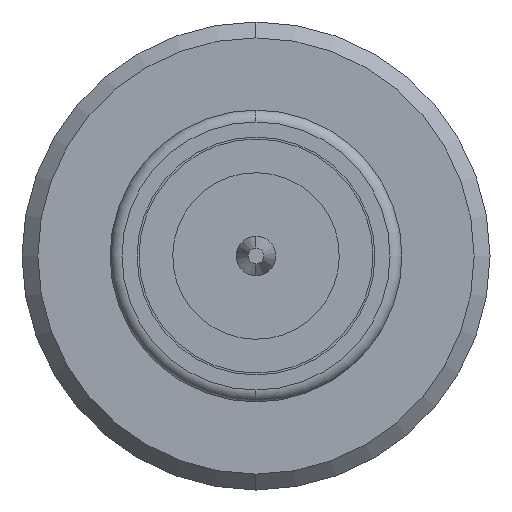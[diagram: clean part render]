
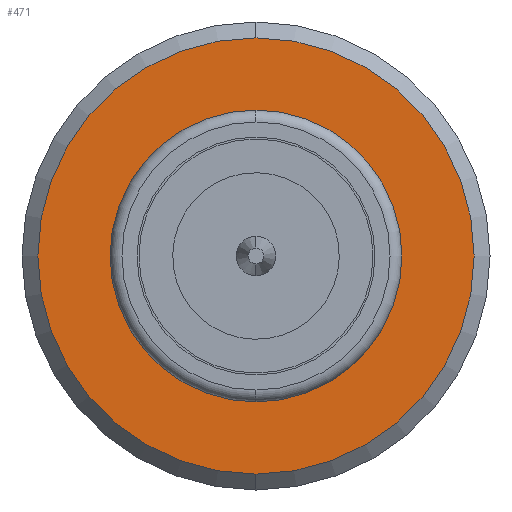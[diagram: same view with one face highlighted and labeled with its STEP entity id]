
A CAD part, left-side view. The second image highlights one B-rep face of the part: STEP entity #471.
In plain terms, the highlighted planar face has unit normal (-1, 0, 0).
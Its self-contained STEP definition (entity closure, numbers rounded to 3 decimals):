
#13 = CARTESIAN_POINT ( 'NONE',  ( 6.6, 0., 1.84 ) ) ;
#77 = EDGE_LOOP ( 'NONE', ( #1638, #790 ) ) ;
#144 = CARTESIAN_POINT ( 'NONE',  ( 6.6, 0., -2.75 ) ) ;
#186 = CARTESIAN_POINT ( 'NONE',  ( 6.6, 0., 0. ) ) ;
#259 = EDGE_CURVE ( 'NONE', #356, #1409, #1422, .T. ) ;
#355 = CIRCLE ( 'NONE', #1529, 1.84 ) ;
#356 = VERTEX_POINT ( 'NONE', #607 ) ;
#367 = VERTEX_POINT ( 'NONE', #847 ) ;
#371 = DIRECTION ( 'NONE',  ( 0., 0., -1. ) ) ;
#387 = CARTESIAN_POINT ( 'NONE',  ( 6.6, 0., 0. ) ) ;
#389 = AXIS2_PLACEMENT_3D ( 'NONE', #186, #1167, #1439 ) ;
#440 = CARTESIAN_POINT ( 'NONE',  ( 6.6, 0., 0. ) ) ;
#471 = ADVANCED_FACE ( 'NONE', ( #1639, #1148 ), #997, .T. ) ;
#515 = AXIS2_PLACEMENT_3D ( 'NONE', #1117, #1353, #1227 ) ;
#575 = DIRECTION ( 'NONE',  ( -1., 0., 0. ) ) ;
#607 = CARTESIAN_POINT ( 'NONE',  ( 6.6, 0., 2.75 ) ) ;
#683 = EDGE_LOOP ( 'NONE', ( #1000, #780 ) ) ;
#780 = ORIENTED_EDGE ( 'NONE', *, *, #259, .T. ) ;
#790 = ORIENTED_EDGE ( 'NONE', *, *, #1449, .T. ) ;
#831 = EDGE_CURVE ( 'NONE', #1409, #356, #1387, .T. ) ;
#847 = CARTESIAN_POINT ( 'NONE',  ( 6.6, 0., -1.84 ) ) ;
#907 = AXIS2_PLACEMENT_3D ( 'NONE', #440, #575, #1591 ) ;
#915 = AXIS2_PLACEMENT_3D ( 'NONE', #1114, #1395, #1124 ) ;
#997 = PLANE ( 'NONE',  #915 ) ;
#1000 = ORIENTED_EDGE ( 'NONE', *, *, #831, .T. ) ;
#1032 = DIRECTION ( 'NONE',  ( 1., 0., 0. ) ) ;
#1114 = CARTESIAN_POINT ( 'NONE',  ( 6.6, 1.84, 0. ) ) ;
#1117 = CARTESIAN_POINT ( 'NONE',  ( 6.6, 0., 0. ) ) ;
#1124 = DIRECTION ( 'NONE',  ( 0., 0., 1. ) ) ;
#1148 = FACE_BOUND ( 'NONE', #77, .T. ) ;
#1167 = DIRECTION ( 'NONE',  ( -1., 0., 0. ) ) ;
#1224 = CIRCLE ( 'NONE', #515, 1.84 ) ;
#1227 = DIRECTION ( 'NONE',  ( 0., 0., -1. ) ) ;
#1300 = EDGE_CURVE ( 'NONE', #367, #1482, #1224, .T. ) ;
#1353 = DIRECTION ( 'NONE',  ( 1., 0., 0. ) ) ;
#1387 = CIRCLE ( 'NONE', #907, 2.75 ) ;
#1395 = DIRECTION ( 'NONE',  ( -1., 0., 0. ) ) ;
#1409 = VERTEX_POINT ( 'NONE', #144 ) ;
#1422 = CIRCLE ( 'NONE', #389, 2.75 ) ;
#1439 = DIRECTION ( 'NONE',  ( 0., 0., 1. ) ) ;
#1449 = EDGE_CURVE ( 'NONE', #1482, #367, #355, .T. ) ;
#1482 = VERTEX_POINT ( 'NONE', #13 ) ;
#1529 = AXIS2_PLACEMENT_3D ( 'NONE', #387, #1032, #371 ) ;
#1591 = DIRECTION ( 'NONE',  ( 0., 0., 1. ) ) ;
#1638 = ORIENTED_EDGE ( 'NONE', *, *, #1300, .T. ) ;
#1639 = FACE_OUTER_BOUND ( 'NONE', #683, .T. ) ;
